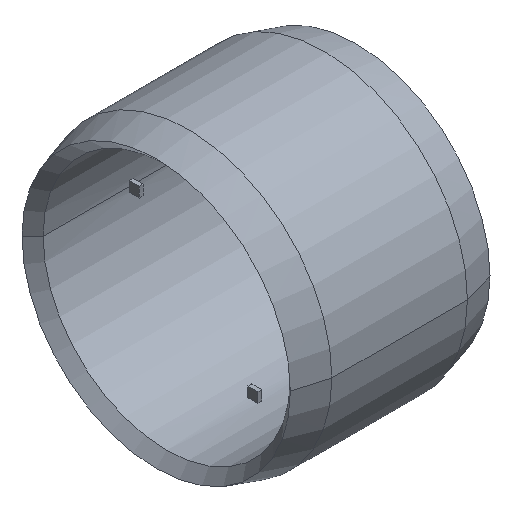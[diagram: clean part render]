
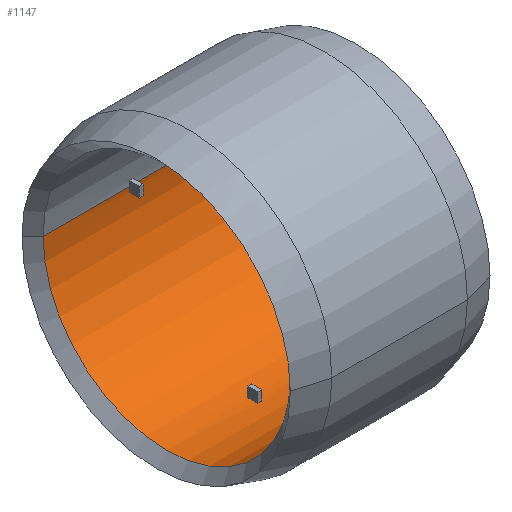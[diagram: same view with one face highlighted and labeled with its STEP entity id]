
A CAD part, isometric view. The second image highlights one B-rep face of the part: STEP entity #1147.
In plain terms, the highlighted cylindrical face has radius 157.5 mm (diameter 315 mm), a partial arc.
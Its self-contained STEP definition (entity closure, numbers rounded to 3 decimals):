
#409 = EDGE_CURVE( '', #571, #819, #1184, .T. );
#475 = VERTEX_POINT( '', #1256 );
#563 = VERTEX_POINT( '', #1351 );
#569 = VERTEX_POINT( '', #1357 );
#571 = VERTEX_POINT( '', #1359 );
#599 = EDGE_CURVE( '', #985, #563, #1389, .T. );
#625 = EDGE_CURVE( '', #571, #991, #1416, .T. );
#691 = EDGE_CURVE( '', #729, #569, #1493, .T. );
#723 = EDGE_CURVE( '', #1149, #1051, #1529, .T. );
#729 = VERTEX_POINT( '', #1535 );
#745 = EDGE_CURVE( '', #819, #865, #1553, .T. );
#757 = VERTEX_POINT( '', #1565 );
#779 = EDGE_CURVE( '', #1157, #1039, #1589, .T. );
#819 = VERTEX_POINT( '', #1633 );
#829 = EDGE_CURVE( '', #991, #1149, #1645, .T. );
#865 = VERTEX_POINT( '', #1684 );
#903 = EDGE_CURVE( '', #985, #907, #1726, .T. );
#907 = VERTEX_POINT( '', #1730 );
#985 = VERTEX_POINT( '', #1821 );
#989 = EDGE_CURVE( '', #1005, #907, #1826, .T. );
#991 = VERTEX_POINT( '', #1828 );
#1005 = VERTEX_POINT( '', #1843 );
#1015 = EDGE_CURVE( '', #1005, #475, #1853, .T. );
#1019 = EDGE_CURVE( '', #563, #757, #1858, .T. );
#1039 = VERTEX_POINT( '', #1882 );
#1051 = VERTEX_POINT( '', #1895 );
#1055 = EDGE_CURVE( '', #569, #1157, #1900, .T. );
#1079 = EDGE_CURVE( '', #865, #475, #1926, .T. );
#1117 = EDGE_CURVE( '', #757, #1051, #1972, .T. );
#1147 = ADVANCED_FACE( '', ( #2004, #2005 ), #2006, .F. );
#1149 = VERTEX_POINT( '', #2008 );
#1157 = VERTEX_POINT( '', #2017 );
#1159 = EDGE_CURVE( '', #1039, #729, #2019, .T. );
#1184 = CIRCLE( '', #2036, 157.5 );
#1256 = CARTESIAN_POINT( '', ( -5., 157.5, 0. ) );
#1351 = CARTESIAN_POINT( '', ( -5., -157.371, -6.375 ) );
#1357 = CARTESIAN_POINT( '', ( -5., -6.375, -157.371 ) );
#1359 = CARTESIAN_POINT( '', ( 0., 157.5, 0. ) );
#1389 = CIRCLE( '', #2498, 157.5 );
#1416 = LINE( '', #2558, #2559 );
#1493 = LINE( '', #2657, #2658 );
#1529 = LINE( '', #2766, #2767 );
#1535 = CARTESIAN_POINT( '', ( 0., -6.375, -157.371 ) );
#1553 = LINE( '', #2844, #2845 );
#1565 = CARTESIAN_POINT( '', ( 0., -157.371, -6.375 ) );
#1589 = LINE( '', #2921, #2922 );
#1633 = CARTESIAN_POINT( '', ( 0., 157.371, -6.375 ) );
#1645 = CIRCLE( '', #3029, 157.5 );
#1684 = CARTESIAN_POINT( '', ( -5., 157.371, -6.375 ) );
#1726 = LINE( '', #3206, #3207 );
#1730 = CARTESIAN_POINT( '', ( -114.75, -157.5, 0. ) );
#1821 = CARTESIAN_POINT( '', ( -5., -157.5, 0. ) );
#1826 = CIRCLE( '', #3484, 157.5 );
#1828 = CARTESIAN_POINT( '', ( 112.75, 157.5, 0. ) );
#1843 = CARTESIAN_POINT( '', ( -114.75, 157.5, 0. ) );
#1853 = LINE( '', #3524, #3525 );
#1858 = LINE( '', #3531, #3532 );
#1882 = CARTESIAN_POINT( '', ( 0., 6.375, -157.371 ) );
#1895 = CARTESIAN_POINT( '', ( 0., -157.5, 0. ) );
#1900 = CIRCLE( '', #3582, 157.5 );
#1926 = CIRCLE( '', #3667, 157.5 );
#1972 = CIRCLE( '', #3783, 157.5 );
#2004 = FACE_OUTER_BOUND( '', #3823, .T. );
#2005 = FACE_BOUND( '', #3824, .T. );
#2006 = CYLINDRICAL_SURFACE( '', #3825, 157.5 );
#2008 = CARTESIAN_POINT( '', ( 112.75, -157.5, 0. ) );
#2017 = CARTESIAN_POINT( '', ( -5., 6.375, -157.371 ) );
#2019 = CIRCLE( '', #3840, 157.5 );
#2036 = AXIS2_PLACEMENT_3D( '', #3853, #3854, #3855 );
#2498 = AXIS2_PLACEMENT_3D( '', #4052, #4053, #4054 );
#2558 = CARTESIAN_POINT( '', ( -1., 157.5, 0. ) );
#2559 = VECTOR( '', #4075, 1. );
#2657 = CARTESIAN_POINT( '', ( -2.5, -6.375, -157.371 ) );
#2658 = VECTOR( '', #4192, 1. );
#2766 = CARTESIAN_POINT( '', ( -1., -157.5, 0. ) );
#2767 = VECTOR( '', #4243, 1. );
#2844 = CARTESIAN_POINT( '', ( -2.5, 157.371, -6.375 ) );
#2845 = VECTOR( '', #4265, 1. );
#2921 = CARTESIAN_POINT( '', ( -2.5, 6.375, -157.371 ) );
#2922 = VECTOR( '', #4292, 1. );
#3029 = AXIS2_PLACEMENT_3D( '', #4356, #4357, #4358 );
#3206 = CARTESIAN_POINT( '', ( -1., -157.5, 0. ) );
#3207 = VECTOR( '', #4448, 1. );
#3484 = AXIS2_PLACEMENT_3D( '', #4592, #4593, #4594 );
#3524 = CARTESIAN_POINT( '', ( -1., 157.5, 0. ) );
#3525 = VECTOR( '', #4615, 1. );
#3531 = CARTESIAN_POINT( '', ( -2.5, -157.371, -6.375 ) );
#3532 = VECTOR( '', #4623, 1. );
#3582 = AXIS2_PLACEMENT_3D( '', #4675, #4676, #4677 );
#3667 = AXIS2_PLACEMENT_3D( '', #4703, #4704, #4705 );
#3783 = AXIS2_PLACEMENT_3D( '', #4774, #4775, #4776 );
#3823 = EDGE_LOOP( '', ( #4808, #4809, #4810, #4811, #4812, #4813, #4814, #4815, #4816, #4817, #4818, #4819 ) );
#3824 = EDGE_LOOP( '', ( #4820, #4821, #4822, #4823 ) );
#3825 = AXIS2_PLACEMENT_3D( '', #4824, #4825, #4826 );
#3840 = AXIS2_PLACEMENT_3D( '', #4840, #4841, #4842 );
#3853 = CARTESIAN_POINT( '', ( 0., 0., 0. ) );
#3854 = DIRECTION( '', ( -1., 0., 0. ) );
#3855 = DIRECTION( '', ( 0., 1., 0. ) );
#4052 = CARTESIAN_POINT( '', ( -5., 0., 0. ) );
#4053 = DIRECTION( '', ( 1., 0., 0. ) );
#4054 = DIRECTION( '', ( 0., 1., 0. ) );
#4075 = DIRECTION( '', ( 1., 0., 0. ) );
#4192 = DIRECTION( '', ( -1., 0., 0. ) );
#4243 = DIRECTION( '', ( -1., 0., 0. ) );
#4265 = DIRECTION( '', ( -1., 0., 0. ) );
#4292 = DIRECTION( '', ( 1., 0., 0. ) );
#4356 = CARTESIAN_POINT( '', ( 112.75, 0., 0. ) );
#4357 = DIRECTION( '', ( -1., 0., 0. ) );
#4358 = DIRECTION( '', ( 0., 1., 0. ) );
#4448 = DIRECTION( '', ( -1., 0., 0. ) );
#4592 = CARTESIAN_POINT( '', ( -114.75, 0., 0. ) );
#4593 = DIRECTION( '', ( -1., 0., 0. ) );
#4594 = DIRECTION( '', ( 0., 1., 0. ) );
#4615 = DIRECTION( '', ( 1., 0., 0. ) );
#4623 = DIRECTION( '', ( 1., 0., 0. ) );
#4675 = CARTESIAN_POINT( '', ( -5., 0., 0. ) );
#4676 = DIRECTION( '', ( 1., 0., 0. ) );
#4677 = DIRECTION( '', ( 0., 1., 0. ) );
#4703 = CARTESIAN_POINT( '', ( -5., 0., 0. ) );
#4704 = DIRECTION( '', ( 1., 0., 0. ) );
#4705 = DIRECTION( '', ( 0., 1., 0. ) );
#4774 = CARTESIAN_POINT( '', ( 0., 0., 0. ) );
#4775 = DIRECTION( '', ( -1., 0., 0. ) );
#4776 = DIRECTION( '', ( 0., 1., 0. ) );
#4808 = ORIENTED_EDGE( '', *, *, #1015, .F. );
#4809 = ORIENTED_EDGE( '', *, *, #989, .T. );
#4810 = ORIENTED_EDGE( '', *, *, #903, .F. );
#4811 = ORIENTED_EDGE( '', *, *, #599, .T. );
#4812 = ORIENTED_EDGE( '', *, *, #1019, .T. );
#4813 = ORIENTED_EDGE( '', *, *, #1117, .T. );
#4814 = ORIENTED_EDGE( '', *, *, #723, .F. );
#4815 = ORIENTED_EDGE( '', *, *, #829, .F. );
#4816 = ORIENTED_EDGE( '', *, *, #625, .F. );
#4817 = ORIENTED_EDGE( '', *, *, #409, .T. );
#4818 = ORIENTED_EDGE( '', *, *, #745, .T. );
#4819 = ORIENTED_EDGE( '', *, *, #1079, .T. );
#4820 = ORIENTED_EDGE( '', *, *, #691, .T. );
#4821 = ORIENTED_EDGE( '', *, *, #1055, .T. );
#4822 = ORIENTED_EDGE( '', *, *, #779, .T. );
#4823 = ORIENTED_EDGE( '', *, *, #1159, .T. );
#4824 = CARTESIAN_POINT( '', ( -1., 0., 0. ) );
#4825 = DIRECTION( '', ( 1., 0., 0. ) );
#4826 = DIRECTION( '', ( 0., 1., 0. ) );
#4840 = CARTESIAN_POINT( '', ( 0., 0., 0. ) );
#4841 = DIRECTION( '', ( -1., 0., 0. ) );
#4842 = DIRECTION( '', ( 0., 1., 0. ) );
